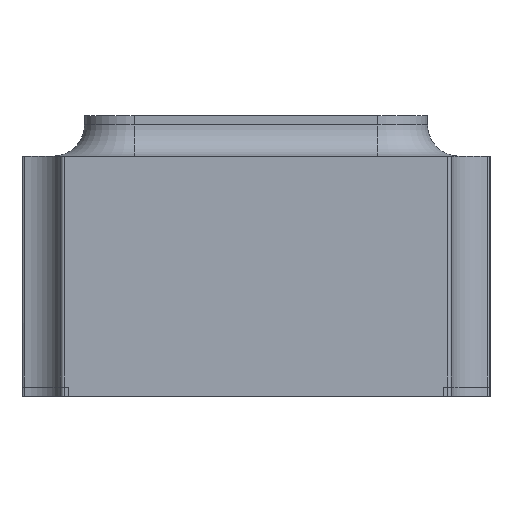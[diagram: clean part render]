
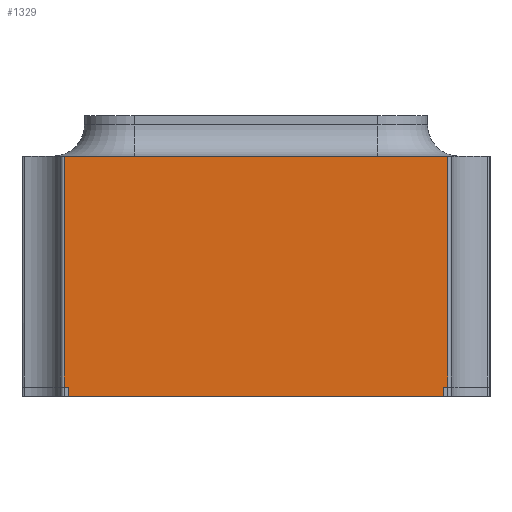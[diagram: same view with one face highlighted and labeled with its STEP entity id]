
A CAD part, left-side view. The second image highlights one B-rep face of the part: STEP entity #1329.
In plain terms, the highlighted planar face has unit normal (-1, 0, 0).
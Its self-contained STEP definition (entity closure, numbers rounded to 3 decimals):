
#1258=CARTESIAN_POINT('',(-1.6,-0.,0.9));
#1259=DIRECTION('',(-1.,-0.,0.));
#1260=DIRECTION('',(0.,-1.,0.));
#1261=AXIS2_PLACEMENT_3D('',#1258,#1259,#1260);
#1262=PLANE('',#1261);
#1263=CARTESIAN_POINT('',(-1.6,-0.615,0.03));
#1264=VERTEX_POINT('',#1263);
#1265=CARTESIAN_POINT('',(-1.6,-0.6,0.03));
#1266=VERTEX_POINT('',#1265);
#1267=CARTESIAN_POINT('',(-1.6,-0.615,0.03));
#1268=DIRECTION('',(-0.,1.,0.));
#1269=VECTOR('',#1268,0.015);
#1270=LINE('',#1267,#1269);
#1271=EDGE_CURVE('',#1264,#1266,#1270,.T.);
#1272=ORIENTED_EDGE('',*,*,#1271,.F.);
#1273=CARTESIAN_POINT('',(-1.6,-0.615,0.77));
#1274=VERTEX_POINT('',#1273);
#1275=CARTESIAN_POINT('',(-1.6,-0.615,0.03));
#1276=DIRECTION('',(-0.,-0.,1.));
#1277=VECTOR('',#1276,0.74);
#1278=LINE('',#1275,#1277);
#1279=EDGE_CURVE('',#1264,#1274,#1278,.T.);
#1280=ORIENTED_EDGE('',*,*,#1279,.T.);
#1281=CARTESIAN_POINT('',(-1.6,0.615,0.77));
#1282=VERTEX_POINT('',#1281);
#1283=CARTESIAN_POINT('',(-1.6,-0.615,0.77));
#1284=DIRECTION('',(-0.,1.,0.));
#1285=VECTOR('',#1284,1.231);
#1286=LINE('',#1283,#1285);
#1287=EDGE_CURVE('',#1274,#1282,#1286,.T.);
#1288=ORIENTED_EDGE('',*,*,#1287,.T.);
#1289=CARTESIAN_POINT('',(-1.6,0.615,0.03));
#1290=VERTEX_POINT('',#1289);
#1291=CARTESIAN_POINT('',(-1.6,0.615,0.77));
#1292=DIRECTION('',(0.,0.,-1.));
#1293=VECTOR('',#1292,0.74);
#1294=LINE('',#1291,#1293);
#1295=EDGE_CURVE('',#1282,#1290,#1294,.T.);
#1296=ORIENTED_EDGE('',*,*,#1295,.T.);
#1297=CARTESIAN_POINT('',(-1.6,0.6,0.03));
#1298=VERTEX_POINT('',#1297);
#1299=CARTESIAN_POINT('',(-1.6,0.6,0.03));
#1300=DIRECTION('',(-0.,1.,0.));
#1301=VECTOR('',#1300,0.015);
#1302=LINE('',#1299,#1301);
#1303=EDGE_CURVE('',#1298,#1290,#1302,.T.);
#1304=ORIENTED_EDGE('',*,*,#1303,.F.);
#1305=CARTESIAN_POINT('',(-1.6,0.6,0.));
#1306=VERTEX_POINT('',#1305);
#1307=CARTESIAN_POINT('',(-1.6,0.6,0.03));
#1308=DIRECTION('',(0.,0.,-1.));
#1309=VECTOR('',#1308,0.03);
#1310=LINE('',#1307,#1309);
#1311=EDGE_CURVE('',#1298,#1306,#1310,.T.);
#1312=ORIENTED_EDGE('',*,*,#1311,.T.);
#1313=CARTESIAN_POINT('',(-1.6,-0.6,0.));
#1314=VERTEX_POINT('',#1313);
#1315=CARTESIAN_POINT('',(-1.6,-0.6,0.));
#1316=DIRECTION('',(-0.,1.,0.));
#1317=VECTOR('',#1316,1.2);
#1318=LINE('',#1315,#1317);
#1319=EDGE_CURVE('',#1314,#1306,#1318,.T.);
#1320=ORIENTED_EDGE('',*,*,#1319,.F.);
#1321=CARTESIAN_POINT('',(-1.6,-0.6,0.03));
#1322=DIRECTION('',(0.,0.,-1.));
#1323=VECTOR('',#1322,0.03);
#1324=LINE('',#1321,#1323);
#1325=EDGE_CURVE('',#1266,#1314,#1324,.T.);
#1326=ORIENTED_EDGE('',*,*,#1325,.F.);
#1327=EDGE_LOOP('',(#1272,#1280,#1288,#1296,#1304,#1312,#1320,#1326));
#1328=FACE_BOUND('',#1327,.T.);
#1329=ADVANCED_FACE('',(#1328),#1262,.T.);
